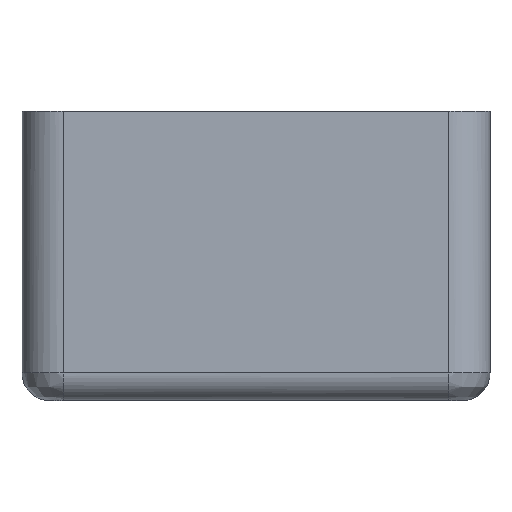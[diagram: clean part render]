
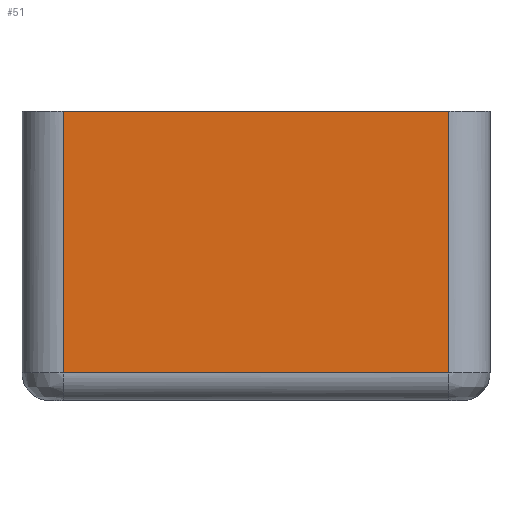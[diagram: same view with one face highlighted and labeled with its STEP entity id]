
A CAD part, front view. The second image highlights one B-rep face of the part: STEP entity #51.
In plain terms, the highlighted planar face has unit normal (0, -1, 0).
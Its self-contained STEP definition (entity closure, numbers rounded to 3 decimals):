
#51=ADVANCED_FACE('',(#135),#1347,.T.);
#135=FACE_OUTER_BOUND('',#218,.T.);
#218=EDGE_LOOP('',(#478,#479,#480,#481));
#478=ORIENTED_EDGE('',*,*,#813,.F.);
#479=ORIENTED_EDGE('',*,*,#793,.T.);
#480=ORIENTED_EDGE('',*,*,#799,.T.);
#481=ORIENTED_EDGE('',*,*,#796,.F.);
#793=EDGE_CURVE('',#1215,#1218,#982,.T.);
#796=EDGE_CURVE('',#1219,#1220,#983,.T.);
#799=EDGE_CURVE('',#1218,#1220,#985,.T.);
#813=EDGE_CURVE('',#1215,#1219,#990,.T.);
#982=B_SPLINE_CURVE_WITH_KNOTS('',1,(#2833,#2834),.UNSPECIFIED.,.F.,.F.,
(2,2),(0.,28.),.UNSPECIFIED.);
#983=B_SPLINE_CURVE_WITH_KNOTS('',1,(#2841,#2842),.UNSPECIFIED.,.F.,.F.,
(2,2),(-28.,0.),.UNSPECIFIED.);
#985=B_SPLINE_CURVE_WITH_KNOTS('',1,(#2848,#2849),.UNSPECIFIED.,.F.,.F.,
(2,2),(-19.,0.),.UNSPECIFIED.);
#990=B_SPLINE_CURVE_WITH_KNOTS('',1,(#2885,#2886),.UNSPECIFIED.,.F.,.F.,
(2,2),(-19.,0.),.UNSPECIFIED.);
#1215=VERTEX_POINT('',#2533);
#1218=VERTEX_POINT('',#2536);
#1219=VERTEX_POINT('',#2537);
#1220=VERTEX_POINT('',#2538);
#1347=PLANE('',#1471);
#1471=AXIS2_PLACEMENT_3D('',#1820,#1510,$);
#1510=DIRECTION('',(0.,-1.,0.));
#1820=CARTESIAN_POINT('',(16.801,0.,1.901));
#2533=CARTESIAN_POINT('',(14.,0.,0.));
#2536=CARTESIAN_POINT('',(-14.,0.,0.));
#2537=CARTESIAN_POINT('',(14.,0.,-19.));
#2538=CARTESIAN_POINT('',(-14.,0.,-19.));
#2833=CARTESIAN_POINT('',(14.,0.,0.));
#2834=CARTESIAN_POINT('',(-14.,0.,0.));
#2841=CARTESIAN_POINT('',(14.,0.,-19.));
#2842=CARTESIAN_POINT('',(-14.,0.,-19.));
#2848=CARTESIAN_POINT('',(-14.,0.,0.));
#2849=CARTESIAN_POINT('',(-14.,0.,-19.));
#2885=CARTESIAN_POINT('',(14.,0.,0.));
#2886=CARTESIAN_POINT('',(14.,0.,-19.));
